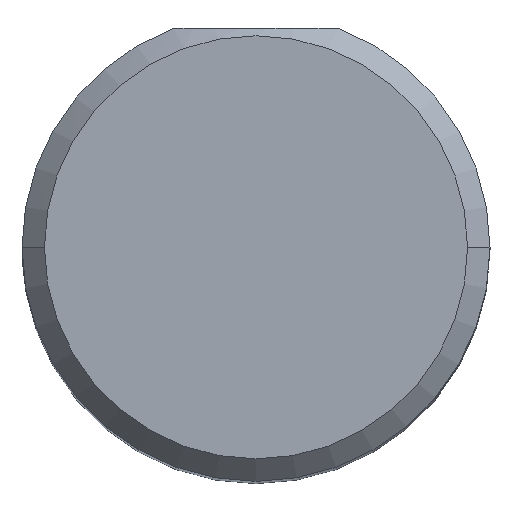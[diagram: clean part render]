
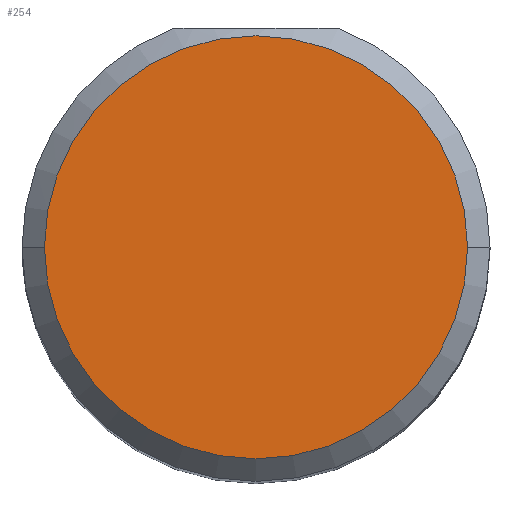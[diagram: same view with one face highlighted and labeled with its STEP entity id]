
A CAD part, top view. The second image highlights one B-rep face of the part: STEP entity #254.
In plain terms, the highlighted planar face has unit normal (0, 0, 1).
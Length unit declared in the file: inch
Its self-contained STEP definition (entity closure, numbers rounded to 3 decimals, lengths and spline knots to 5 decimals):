
#4 = AXIS2_PLACEMENT_3D ( 'NONE', #159, #288, #364 ) ;
#10 = CARTESIAN_POINT ( 'NONE',  ( 0.48375, 0., 2.5 ) ) ;
#16 = EDGE_CURVE ( 'NONE', #102, #298, #309, .T. ) ;
#41 = AXIS2_PLACEMENT_3D ( 'NONE', #73, #421, #432 ) ;
#43 = CARTESIAN_POINT ( 'NONE',  ( 0.625, 0., 2.5 ) ) ;
#73 = CARTESIAN_POINT ( 'NONE',  ( 0.625, 0., 2.5 ) ) ;
#91 = EDGE_LOOP ( 'NONE', ( #221, #443 ) ) ;
#102 = VERTEX_POINT ( 'NONE', #10 ) ;
#159 = CARTESIAN_POINT ( 'NONE',  ( 0.625, 0., 2.5 ) ) ;
#176 = EDGE_CURVE ( 'NONE', #298, #102, #310, .T. ) ;
#181 = DIRECTION ( 'NONE',  ( 0., 0., -1. ) ) ;
#221 = ORIENTED_EDGE ( 'NONE', *, *, #176, .F. ) ;
#243 = PLANE ( 'NONE',  #4 ) ;
#253 = AXIS2_PLACEMENT_3D ( 'NONE', #43, #181, #266 ) ;
#254 = ADVANCED_FACE ( 'NONE', ( #417 ), #243, .T. ) ;
#266 = DIRECTION ( 'NONE',  ( -1., 0., 0. ) ) ;
#288 = DIRECTION ( 'NONE',  ( 0., 0., 1. ) ) ;
#298 = VERTEX_POINT ( 'NONE', #451 ) ;
#309 = CIRCLE ( 'NONE', #41, 0.14125 ) ;
#310 = CIRCLE ( 'NONE', #253, 0.14125 ) ;
#364 = DIRECTION ( 'NONE',  ( -1., 0., 0. ) ) ;
#417 = FACE_OUTER_BOUND ( 'NONE', #91, .T. ) ;
#421 = DIRECTION ( 'NONE',  ( 0., 0., -1. ) ) ;
#432 = DIRECTION ( 'NONE',  ( -1., 0., 0. ) ) ;
#443 = ORIENTED_EDGE ( 'NONE', *, *, #16, .F. ) ;
#451 = CARTESIAN_POINT ( 'NONE',  ( 0.76625, 0., 2.5 ) ) ;
